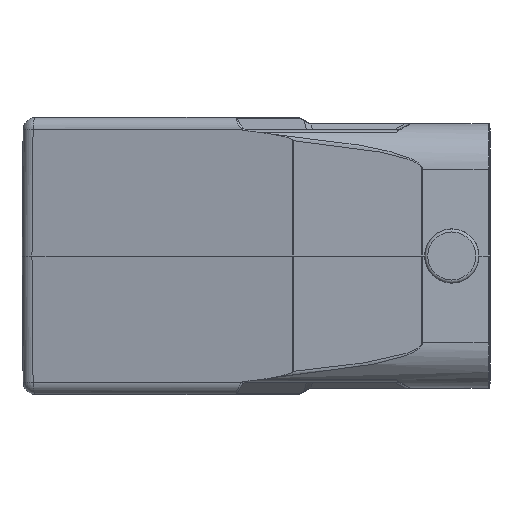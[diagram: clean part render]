
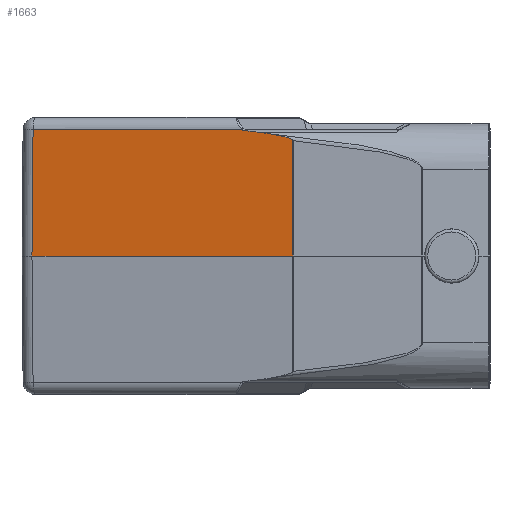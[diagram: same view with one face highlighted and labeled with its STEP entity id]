
A CAD part, left-side view. The second image highlights one B-rep face of the part: STEP entity #1663.
In plain terms, the highlighted planar face has unit normal (-0.982, 0.191, 0.009).
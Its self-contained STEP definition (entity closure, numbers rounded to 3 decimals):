
#327=B_SPLINE_CURVE_WITH_KNOTS('',3,(#17866,#17867,#17868,#17869,#17870,
#17871,#17872,#17873,#17874,#17875),.UNSPECIFIED.,.F.,.F.,(4,3,3,4),(0.,
0.078,0.383,1.),.UNSPECIFIED.);
#1100=FACE_OUTER_BOUND('',#2725,.T.);
#1663=ADVANCED_FACE('',(#1100),#1890,.T.);
#1890=PLANE('',#10444);
#2059=ELLIPSE('',#10425,39.308,7.5);
#2066=ELLIPSE('',#10442,10.482,2.);
#2725=EDGE_LOOP('',(#5716,#5717,#5718,#5719,#5720,#5721,#5722,#5723));
#5716=ORIENTED_EDGE('',*,*,#7895,.F.);
#5717=ORIENTED_EDGE('',*,*,#7892,.T.);
#5718=ORIENTED_EDGE('',*,*,#7888,.F.);
#5719=ORIENTED_EDGE('',*,*,#7857,.T.);
#5720=ORIENTED_EDGE('',*,*,#7848,.T.);
#5721=ORIENTED_EDGE('',*,*,#7845,.T.);
#5722=ORIENTED_EDGE('',*,*,#7961,.T.);
#5723=ORIENTED_EDGE('',*,*,#7980,.T.);
#6557=VERTEX_POINT('',#17876);
#6558=VERTEX_POINT('',#17877);
#6559=VERTEX_POINT('',#17942);
#6565=VERTEX_POINT('',#17960);
#6575=VERTEX_POINT('',#18106);
#6576=VERTEX_POINT('',#18112);
#6579=VERTEX_POINT('',#18120);
#6616=VERTEX_POINT('',#18307);
#7845=EDGE_CURVE('',#6557,#6558,#327,.T.);
#7848=EDGE_CURVE('',#6559,#6557,#8671,.T.);
#7857=EDGE_CURVE('',#6565,#6559,#8676,.T.);
#7888=EDGE_CURVE('',#6565,#6575,#8686,.T.);
#7892=EDGE_CURVE('',#6576,#6575,#8687,.T.);
#7895=EDGE_CURVE('',#6576,#6579,#8689,.T.);
#7961=EDGE_CURVE('',#6558,#6616,#2059,.T.);
#7980=EDGE_CURVE('',#6616,#6579,#2066,.T.);
#8671=LINE('',#17941,#9410);
#8676=LINE('',#17959,#9415);
#8686=LINE('',#18105,#9425);
#8687=LINE('',#18113,#9426);
#8689=LINE('',#18119,#9428);
#9410=VECTOR('',#12798,1.);
#9415=VECTOR('',#12817,1.);
#9425=VECTOR('',#12889,1.);
#9426=VECTOR('',#12900,1.);
#9428=VECTOR('',#12906,1.);
#10425=AXIS2_PLACEMENT_3D('',#18308,#13061,#13062);
#10442=AXIS2_PLACEMENT_3D('',#18371,#13104,#13105);
#10444=AXIS2_PLACEMENT_3D('',#18373,#13108,#13109);
#12798=DIRECTION('',(0.009,-0.001,1.));
#12817=DIRECTION('',(-0.191,-0.982,0.));
#12889=DIRECTION('',(0.007,-0.009,1.));
#12900=DIRECTION('',(0.191,0.982,0.));
#12906=DIRECTION('',(-0.13,-0.634,-0.763));
#13061=DIRECTION('',(-0.982,0.191,0.009));
#13062=DIRECTION('',(0.191,0.982,-0.002));
#13104=DIRECTION('',(-0.982,0.191,0.009));
#13105=DIRECTION('',(0.191,0.982,-0.002));
#13108=DIRECTION('',(-0.982,0.191,0.009));
#13109=DIRECTION('',(-0.191,-0.982,0.));
#17866=CARTESIAN_POINT('',(-44.58,0.024,18.83));
#17867=CARTESIAN_POINT('',(-44.566,0.091,18.904));
#17868=CARTESIAN_POINT('',(-44.548,0.182,18.952));
#17869=CARTESIAN_POINT('',(-44.53,0.271,18.996));
#17870=CARTESIAN_POINT('',(-44.461,0.618,19.168));
#17871=CARTESIAN_POINT('',(-44.387,0.998,19.267));
#17872=CARTESIAN_POINT('',(-44.313,1.373,19.362));
#17873=CARTESIAN_POINT('',(-44.164,2.132,19.555));
#17874=CARTESIAN_POINT('',(-44.012,2.904,19.694));
#17875=CARTESIAN_POINT('',(-43.861,3.676,19.818));
#17876=CARTESIAN_POINT('',(-44.58,0.024,18.83));
#17877=CARTESIAN_POINT('',(-43.861,3.676,19.818));
#17941=CARTESIAN_POINT('',(-44.743,0.048,-0.003));
#17942=CARTESIAN_POINT('',(-44.743,0.048,0.));
#17959=CARTESIAN_POINT('',(-36.514,42.382,0.));
#17960=CARTESIAN_POINT('',(-36.514,42.382,0.));
#18105=CARTESIAN_POINT('',(-36.511,42.379,0.362));
#18106=CARTESIAN_POINT('',(-36.366,42.203,20.517));
#18112=CARTESIAN_POINT('',(-42.957,8.295,20.517));
#18113=CARTESIAN_POINT('',(-42.957,8.295,20.517));
#18119=CARTESIAN_POINT('',(-43.2,7.109,19.091));
#18120=CARTESIAN_POINT('',(-42.981,8.178,20.377));
#18307=CARTESIAN_POINT('',(-43.44,5.83,20.136));
#18308=CARTESIAN_POINT('',(-39.128,28.295,14.));
#18371=CARTESIAN_POINT('',(-42.29,11.82,18.5));
#18373=CARTESIAN_POINT('',(-46.119,-7.035,0.));
